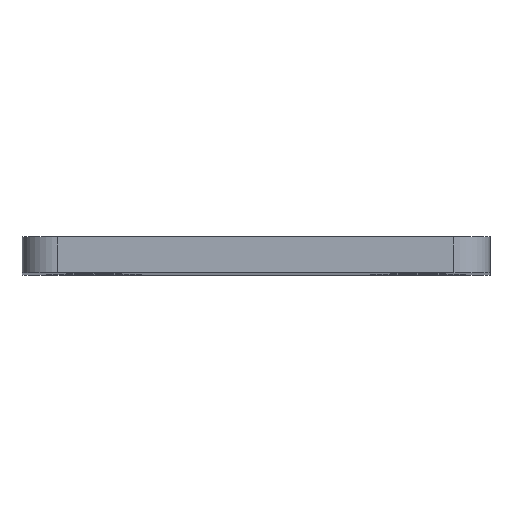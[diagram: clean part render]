
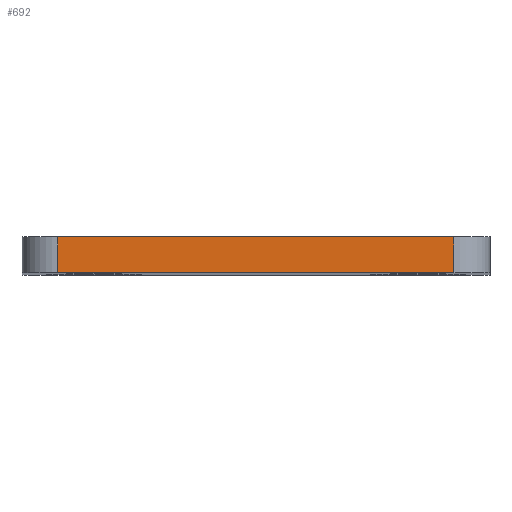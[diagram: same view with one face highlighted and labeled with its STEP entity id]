
A CAD part, top view. The second image highlights one B-rep face of the part: STEP entity #692.
In plain terms, the highlighted planar face has unit normal (0, 0, 1).
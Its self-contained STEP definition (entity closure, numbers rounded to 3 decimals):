
#11 = LINE ( 'NONE', #374, #488 ) ;
#39 = DIRECTION ( 'NONE',  ( -1., 0., 0. ) ) ;
#60 = VECTOR ( 'NONE', #186, 1000. ) ;
#104 = ORIENTED_EDGE ( 'NONE', *, *, #589, .F. ) ;
#145 = ORIENTED_EDGE ( 'NONE', *, *, #690, .T. ) ;
#157 = LINE ( 'NONE', #181, #607 ) ;
#175 = EDGE_LOOP ( 'NONE', ( #104, #541, #145, #669 ) ) ;
#181 = CARTESIAN_POINT ( 'NONE',  ( 5.5, 1., 19.5 ) ) ;
#186 = DIRECTION ( 'NONE',  ( 0., -1., 0. ) ) ;
#193 = CARTESIAN_POINT ( 'NONE',  ( -5.5, 1., 19.5 ) ) ;
#212 = CARTESIAN_POINT ( 'NONE',  ( 5.5, 0., 19.5 ) ) ;
#226 = VERTEX_POINT ( 'NONE', #635 ) ;
#227 = LINE ( 'NONE', #614, #716 ) ;
#244 = DIRECTION ( 'NONE',  ( 0., 1., 0. ) ) ;
#258 = CARTESIAN_POINT ( 'NONE',  ( -5.5, 1., 19.5 ) ) ;
#267 = FACE_OUTER_BOUND ( 'NONE', #175, .T. ) ;
#308 = CARTESIAN_POINT ( 'NONE',  ( -5.5, 0., 19.5 ) ) ;
#325 = VERTEX_POINT ( 'NONE', #212 ) ;
#374 = CARTESIAN_POINT ( 'NONE',  ( -6.5, 0., 19.5 ) ) ;
#443 = DIRECTION ( 'NONE',  ( 1., 0., 0. ) ) ;
#484 = EDGE_CURVE ( 'NONE', #325, #226, #157, .T. ) ;
#488 = VECTOR ( 'NONE', #443, 1000. ) ;
#541 = ORIENTED_EDGE ( 'NONE', *, *, #573, .T. ) ;
#573 = EDGE_CURVE ( 'NONE', #712, #575, #733, .T. ) ;
#575 = VERTEX_POINT ( 'NONE', #308 ) ;
#583 = AXIS2_PLACEMENT_3D ( 'NONE', #588, #781, #39 ) ;
#588 = CARTESIAN_POINT ( 'NONE',  ( -6.5, 1., 19.5 ) ) ;
#589 = EDGE_CURVE ( 'NONE', #712, #226, #227, .T. ) ;
#607 = VECTOR ( 'NONE', #244, 1000. ) ;
#614 = CARTESIAN_POINT ( 'NONE',  ( -6.5, 1., 19.5 ) ) ;
#635 = CARTESIAN_POINT ( 'NONE',  ( 5.5, 1., 19.5 ) ) ;
#669 = ORIENTED_EDGE ( 'NONE', *, *, #484, .T. ) ;
#682 = DIRECTION ( 'NONE',  ( 1., 0., 0. ) ) ;
#690 = EDGE_CURVE ( 'NONE', #575, #325, #11, .T. ) ;
#692 = ADVANCED_FACE ( 'NONE', ( #267 ), #720, .F. ) ;
#712 = VERTEX_POINT ( 'NONE', #193 ) ;
#716 = VECTOR ( 'NONE', #682, 1000. ) ;
#720 = PLANE ( 'NONE',  #583 ) ;
#733 = LINE ( 'NONE', #258, #60 ) ;
#781 = DIRECTION ( 'NONE',  ( 0., 0., -1. ) ) ;
